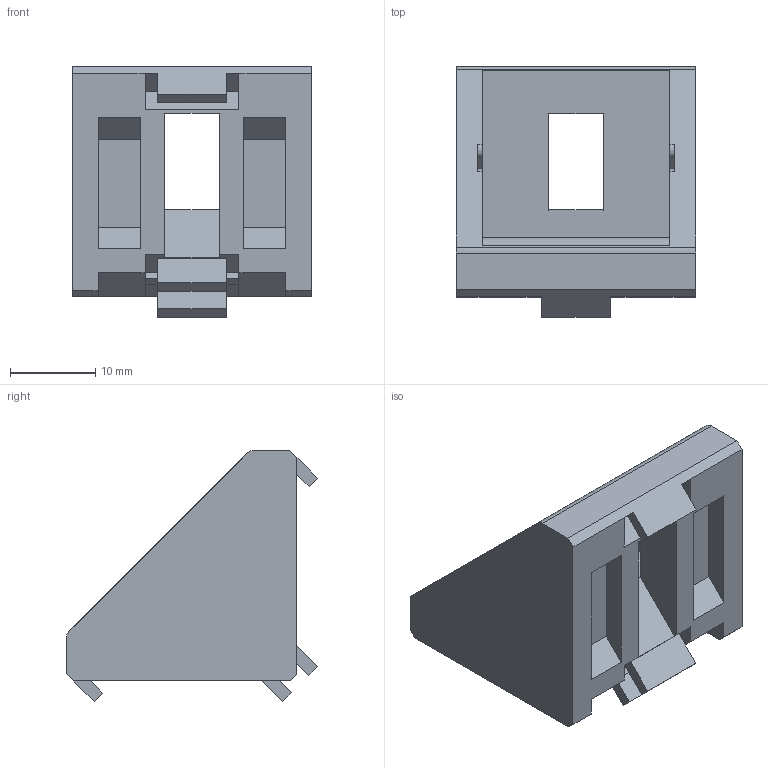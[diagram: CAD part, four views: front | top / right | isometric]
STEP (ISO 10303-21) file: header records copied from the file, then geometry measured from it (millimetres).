
FILE_DESCRIPTION(/* description */ ('Winkel 30x30'),/* implementation_level */ '2;1');
FILE_NAME(/* name */ 'Syskomp 482523525 Winkel 30x30.stp',/* time_stamp */ '2018-09-19T11:36:57+02:00',/* author */ ('wheldmann'),/* organization */ (''),/* preprocessor_version */ 'ST-DEVELOPER v16.1',/* originating_system */ 'Autodesk Inventor 2016',/* authorisation */ '');
FILE_SCHEMA (('AUTOMOTIVE_DESIGN { 1 0 10303 214 3 1 1 }'));
Length unit declared in the file: millimetre
Products named in the file (1): 482523525 Winkel 30x30
Bounding box: 28 x 29.4 x 29.4 mm (x, y, z)
Volume: 7447.9 mm3; surface area: 5109.9 mm2
Topology: 1 solids, 1 shells, 95 faces, 260 edges, 172 vertices
Faces by surface type: plane 86, cylinder 9
Entity records: 3101 total; most frequent: CARTESIAN_POINT 528, ORIENTED_EDGE 520, DIRECTION 470, EDGE_CURVE 260, LINE 242, VECTOR 242, VERTEX_POINT 172, AXIS2_PLACEMENT_3D 114
